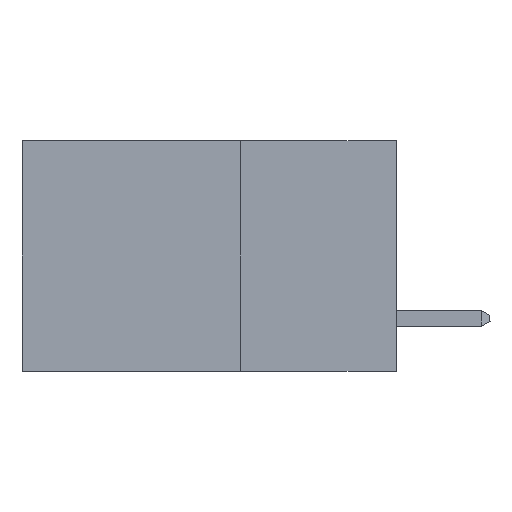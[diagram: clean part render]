
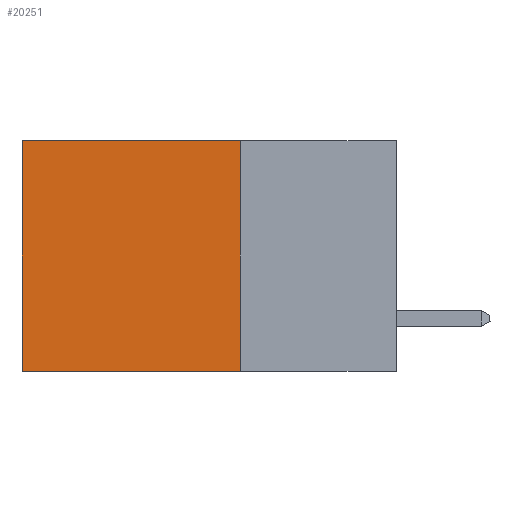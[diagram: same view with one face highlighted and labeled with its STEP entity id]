
A CAD part, left-side view. The second image highlights one B-rep face of the part: STEP entity #20251.
In plain terms, the highlighted planar face has unit normal (-1, 0, 0).
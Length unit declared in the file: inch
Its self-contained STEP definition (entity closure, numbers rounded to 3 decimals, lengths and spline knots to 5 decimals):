
#487 = CARTESIAN_POINT ( 'NONE',  ( 0.298, 0.25, 0. ) ) ;
#2734 = LINE ( 'NONE', #14163, #12876 ) ;
#3141 = CARTESIAN_POINT ( 'NONE',  ( 0.298, 0.6, -0.37 ) ) ;
#3170 = AXIS2_PLACEMENT_3D ( 'NONE', #487, #20920, #8720 ) ;
#4395 = ORIENTED_EDGE ( 'NONE', *, *, #15913, .F. ) ;
#5319 = ORIENTED_EDGE ( 'NONE', *, *, #23063, .T. ) ;
#6772 = CARTESIAN_POINT ( 'NONE',  ( 0.298, 0.25, -0.37 ) ) ;
#7335 = VERTEX_POINT ( 'NONE', #15199 ) ;
#8168 = CARTESIAN_POINT ( 'NONE',  ( 0.298, 0.25, -0.37 ) ) ;
#8720 = DIRECTION ( 'NONE',  ( 0., 0., -1. ) ) ;
#10176 = DIRECTION ( 'NONE',  ( 0., 1., 0. ) ) ;
#11345 = EDGE_CURVE ( 'NONE', #7335, #19167, #20623, .T. ) ;
#11750 = LINE ( 'NONE', #25672, #22017 ) ;
#12876 = VECTOR ( 'NONE', #16139, 39.37008 ) ;
#12979 = EDGE_CURVE ( 'NONE', #25802, #19167, #17299, .T. ) ;
#13995 = CARTESIAN_POINT ( 'NONE',  ( 0.298, 0.25, 0. ) ) ;
#14163 = CARTESIAN_POINT ( 'NONE',  ( 0.298, 0.25, 0. ) ) ;
#15136 = VECTOR ( 'NONE', #22282, 39.37008 ) ;
#15199 = CARTESIAN_POINT ( 'NONE',  ( 0.298, 0.6, 0. ) ) ;
#15497 = FACE_OUTER_BOUND ( 'NONE', #17926, .T. ) ;
#15531 = DIRECTION ( 'NONE',  ( 0., 0., -1. ) ) ;
#15913 = EDGE_CURVE ( 'NONE', #17381, #25802, #11750, .T. ) ;
#16139 = DIRECTION ( 'NONE',  ( 0., 1., 0. ) ) ;
#16649 = VECTOR ( 'NONE', #10176, 39.37008 ) ;
#17299 = LINE ( 'NONE', #8168, #16649 ) ;
#17381 = VERTEX_POINT ( 'NONE', #13995 ) ;
#17926 = EDGE_LOOP ( 'NONE', ( #21876, #23031, #4395, #5319 ) ) ;
#18794 = PLANE ( 'NONE',  #3170 ) ;
#19167 = VERTEX_POINT ( 'NONE', #3141 ) ;
#20251 = ADVANCED_FACE ( 'NONE', ( #15497 ), #18794, .F. ) ;
#20623 = LINE ( 'NONE', #24208, #15136 ) ;
#20920 = DIRECTION ( 'NONE',  ( 1., 0., 0. ) ) ;
#21876 = ORIENTED_EDGE ( 'NONE', *, *, #11345, .T. ) ;
#22017 = VECTOR ( 'NONE', #15531, 39.37008 ) ;
#22282 = DIRECTION ( 'NONE',  ( 0., 0., -1. ) ) ;
#23031 = ORIENTED_EDGE ( 'NONE', *, *, #12979, .F. ) ;
#23063 = EDGE_CURVE ( 'NONE', #17381, #7335, #2734, .T. ) ;
#24208 = CARTESIAN_POINT ( 'NONE',  ( 0.298, 0.6, 0. ) ) ;
#25672 = CARTESIAN_POINT ( 'NONE',  ( 0.298, 0.25, 0. ) ) ;
#25802 = VERTEX_POINT ( 'NONE', #6772 ) ;
